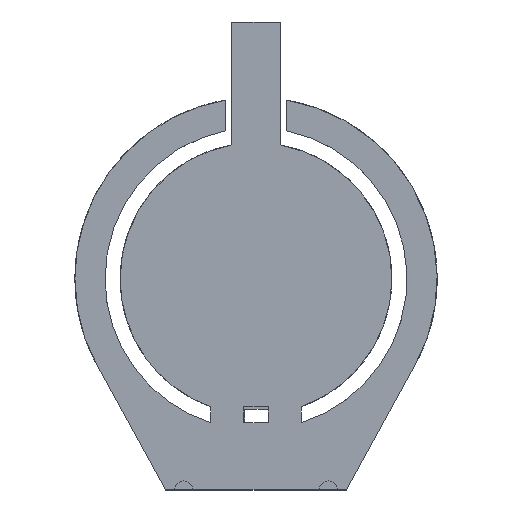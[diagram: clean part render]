
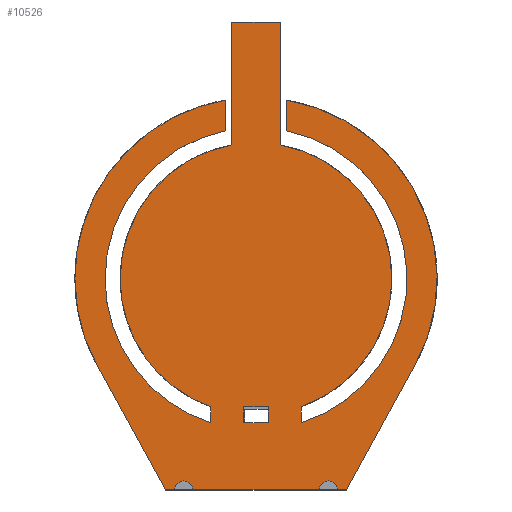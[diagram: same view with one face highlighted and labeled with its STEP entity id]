
A CAD part, top view. The second image highlights one B-rep face of the part: STEP entity #10526.
In plain terms, the highlighted planar face has unit normal (0, 0, 1).
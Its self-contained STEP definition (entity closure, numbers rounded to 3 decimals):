
#10407 = VERTEX_POINT('',#10408);
#10408 = CARTESIAN_POINT('',(-5.,24.495,0.754));
#10424 = VERTEX_POINT('',#10425);
#10425 = CARTESIAN_POINT('',(-25.,0.,0.754));
#10431 = EDGE_CURVE('',#10407,#10424,#10432,.T.);
#10432 = CIRCLE('',#10433,25.);
#10433 = AXIS2_PLACEMENT_3D('',#10434,#10435,#10436);
#10434 = CARTESIAN_POINT('',(0.,0.,0.754));
#10435 = DIRECTION('',(-0.,0.,1.));
#10436 = DIRECTION('',(1.,0.,0.));
#10446 = EDGE_CURVE('',#10447,#10449,#10451,.T.);
#10447 = VERTEX_POINT('',#10448);
#10448 = CARTESIAN_POINT('',(-30.,0.,0.754));
#10449 = VERTEX_POINT('',#10450);
#10450 = CARTESIAN_POINT('',(-26.293,-14.446,0.754));
#10451 = CIRCLE('',#10452,30.);
#10452 = AXIS2_PLACEMENT_3D('',#10453,#10454,#10455);
#10453 = CARTESIAN_POINT('',(0.,0.,0.754));
#10454 = DIRECTION('',(-0.,0.,1.));
#10455 = DIRECTION('',(1.,0.,0.));
#10488 = EDGE_CURVE('',#10489,#10491,#10493,.T.);
#10489 = VERTEX_POINT('',#10490);
#10490 = CARTESIAN_POINT('',(-22.5,0.,0.754));
#10491 = VERTEX_POINT('',#10492);
#10492 = CARTESIAN_POINT('',(-7.5,-21.213,0.754));
#10493 = CIRCLE('',#10494,22.5);
#10494 = AXIS2_PLACEMENT_3D('',#10495,#10496,#10497);
#10495 = CARTESIAN_POINT('',(0.,0.,0.754));
#10496 = DIRECTION('',(-0.,0.,1.));
#10497 = DIRECTION('',(1.,0.,0.));
#10526 = ADVANCED_FACE('',(#10527,#10694),#10728,.T.);
#10527 = FACE_BOUND('',#10528,.T.);
#10528 = EDGE_LOOP('',(#10529,#10540,#10548,#10557,#10565,#10573,#10582,
    #10590,#10599,#10607,#10616,#10624,#10632,#10640,#10647,#10648,
    #10656,#10663,#10664,#10672,#10679,#10680,#10688));
#10529 = ORIENTED_EDGE('',*,*,#10530,.F.);
#10530 = EDGE_CURVE('',#10531,#10533,#10535,.T.);
#10531 = VERTEX_POINT('',#10532);
#10532 = CARTESIAN_POINT('',(-10.5,-35.,0.754));
#10533 = VERTEX_POINT('',#10534);
#10534 = CARTESIAN_POINT('',(-13.5,-35.,0.754));
#10535 = CIRCLE('',#10536,1.5);
#10536 = AXIS2_PLACEMENT_3D('',#10537,#10538,#10539);
#10537 = CARTESIAN_POINT('',(-12.,-35.,0.754));
#10538 = DIRECTION('',(-0.,0.,1.));
#10539 = DIRECTION('',(1.,0.,0.));
#10540 = ORIENTED_EDGE('',*,*,#10541,.T.);
#10541 = EDGE_CURVE('',#10531,#10542,#10544,.T.);
#10542 = VERTEX_POINT('',#10543);
#10543 = CARTESIAN_POINT('',(10.5,-35.,0.754));
#10544 = LINE('',#10545,#10546);
#10545 = CARTESIAN_POINT('',(0.,-35.,0.754));
#10546 = VECTOR('',#10547,1.);
#10547 = DIRECTION('',(1.,0.,0.));
#10548 = ORIENTED_EDGE('',*,*,#10549,.T.);
#10549 = EDGE_CURVE('',#10542,#10550,#10552,.T.);
#10550 = VERTEX_POINT('',#10551);
#10551 = CARTESIAN_POINT('',(13.5,-35.,0.754));
#10552 = CIRCLE('',#10553,1.5);
#10553 = AXIS2_PLACEMENT_3D('',#10554,#10555,#10556);
#10554 = CARTESIAN_POINT('',(12.,-35.,0.754));
#10555 = DIRECTION('',(0.,0.,-1.));
#10556 = DIRECTION('',(1.,0.,0.));
#10557 = ORIENTED_EDGE('',*,*,#10558,.T.);
#10558 = EDGE_CURVE('',#10550,#10559,#10561,.T.);
#10559 = VERTEX_POINT('',#10560);
#10560 = CARTESIAN_POINT('',(15.,-35.,0.754));
#10561 = LINE('',#10562,#10563);
#10562 = CARTESIAN_POINT('',(0.,-35.,0.754));
#10563 = VECTOR('',#10564,1.);
#10564 = DIRECTION('',(1.,0.,0.));
#10565 = ORIENTED_EDGE('',*,*,#10566,.T.);
#10566 = EDGE_CURVE('',#10559,#10567,#10569,.T.);
#10567 = VERTEX_POINT('',#10568);
#10568 = CARTESIAN_POINT('',(26.293,-14.446,0.754));
#10569 = LINE('',#10570,#10571);
#10570 = CARTESIAN_POINT('',(26.293,-14.446,0.754));
#10571 = VECTOR('',#10572,1.);
#10572 = DIRECTION('',(0.482,0.876,0.));
#10573 = ORIENTED_EDGE('',*,*,#10574,.T.);
#10574 = EDGE_CURVE('',#10567,#10575,#10577,.T.);
#10575 = VERTEX_POINT('',#10576);
#10576 = CARTESIAN_POINT('',(5.,29.58,0.754));
#10577 = CIRCLE('',#10578,30.);
#10578 = AXIS2_PLACEMENT_3D('',#10579,#10580,#10581);
#10579 = CARTESIAN_POINT('',(0.,0.,0.754));
#10580 = DIRECTION('',(-0.,0.,1.));
#10581 = DIRECTION('',(1.,0.,0.));
#10582 = ORIENTED_EDGE('',*,*,#10583,.F.);
#10583 = EDGE_CURVE('',#10584,#10575,#10586,.T.);
#10584 = VERTEX_POINT('',#10585);
#10585 = CARTESIAN_POINT('',(5.,24.495,0.754));
#10586 = LINE('',#10587,#10588);
#10587 = CARTESIAN_POINT('',(5.,0.,0.754));
#10588 = VECTOR('',#10589,1.);
#10589 = DIRECTION('',(0.,1.,-0.));
#10590 = ORIENTED_EDGE('',*,*,#10591,.F.);
#10591 = EDGE_CURVE('',#10592,#10584,#10594,.T.);
#10592 = VERTEX_POINT('',#10593);
#10593 = CARTESIAN_POINT('',(7.5,-23.848,0.754));
#10594 = CIRCLE('',#10595,25.);
#10595 = AXIS2_PLACEMENT_3D('',#10596,#10597,#10598);
#10596 = CARTESIAN_POINT('',(0.,0.,0.754));
#10597 = DIRECTION('',(-0.,0.,1.));
#10598 = DIRECTION('',(1.,0.,0.));
#10599 = ORIENTED_EDGE('',*,*,#10600,.T.);
#10600 = EDGE_CURVE('',#10592,#10601,#10603,.T.);
#10601 = VERTEX_POINT('',#10602);
#10602 = CARTESIAN_POINT('',(7.5,-21.213,0.754));
#10603 = LINE('',#10604,#10605);
#10604 = CARTESIAN_POINT('',(7.5,0.,0.754));
#10605 = VECTOR('',#10606,1.);
#10606 = DIRECTION('',(0.,1.,-0.));
#10607 = ORIENTED_EDGE('',*,*,#10608,.T.);
#10608 = EDGE_CURVE('',#10601,#10609,#10611,.T.);
#10609 = VERTEX_POINT('',#10610);
#10610 = CARTESIAN_POINT('',(4.,22.142,0.754));
#10611 = CIRCLE('',#10612,22.5);
#10612 = AXIS2_PLACEMENT_3D('',#10613,#10614,#10615);
#10613 = CARTESIAN_POINT('',(0.,0.,0.754));
#10614 = DIRECTION('',(-0.,0.,1.));
#10615 = DIRECTION('',(1.,0.,0.));
#10616 = ORIENTED_EDGE('',*,*,#10617,.T.);
#10617 = EDGE_CURVE('',#10609,#10618,#10620,.T.);
#10618 = VERTEX_POINT('',#10619);
#10619 = CARTESIAN_POINT('',(4.,42.5,0.754));
#10620 = LINE('',#10621,#10622);
#10621 = CARTESIAN_POINT('',(4.,0.,0.754));
#10622 = VECTOR('',#10623,1.);
#10623 = DIRECTION('',(0.,1.,-0.));
#10624 = ORIENTED_EDGE('',*,*,#10625,.T.);
#10625 = EDGE_CURVE('',#10618,#10626,#10628,.T.);
#10626 = VERTEX_POINT('',#10627);
#10627 = CARTESIAN_POINT('',(-4.,42.5,0.754));
#10628 = LINE('',#10629,#10630);
#10629 = CARTESIAN_POINT('',(0.,42.5,0.754));
#10630 = VECTOR('',#10631,1.);
#10631 = DIRECTION('',(-1.,0.,0.));
#10632 = ORIENTED_EDGE('',*,*,#10633,.F.);
#10633 = EDGE_CURVE('',#10634,#10626,#10636,.T.);
#10634 = VERTEX_POINT('',#10635);
#10635 = CARTESIAN_POINT('',(-4.,22.142,0.754));
#10636 = LINE('',#10637,#10638);
#10637 = CARTESIAN_POINT('',(-4.,0.,0.754));
#10638 = VECTOR('',#10639,1.);
#10639 = DIRECTION('',(0.,1.,-0.));
#10640 = ORIENTED_EDGE('',*,*,#10641,.T.);
#10641 = EDGE_CURVE('',#10634,#10489,#10642,.T.);
#10642 = CIRCLE('',#10643,22.5);
#10643 = AXIS2_PLACEMENT_3D('',#10644,#10645,#10646);
#10644 = CARTESIAN_POINT('',(0.,0.,0.754));
#10645 = DIRECTION('',(-0.,0.,1.));
#10646 = DIRECTION('',(1.,0.,0.));
#10647 = ORIENTED_EDGE('',*,*,#10488,.T.);
#10648 = ORIENTED_EDGE('',*,*,#10649,.F.);
#10649 = EDGE_CURVE('',#10650,#10491,#10652,.T.);
#10650 = VERTEX_POINT('',#10651);
#10651 = CARTESIAN_POINT('',(-7.5,-23.848,0.754));
#10652 = LINE('',#10653,#10654);
#10653 = CARTESIAN_POINT('',(-7.5,0.,0.754));
#10654 = VECTOR('',#10655,1.);
#10655 = DIRECTION('',(0.,1.,-0.));
#10656 = ORIENTED_EDGE('',*,*,#10657,.F.);
#10657 = EDGE_CURVE('',#10424,#10650,#10658,.T.);
#10658 = CIRCLE('',#10659,25.);
#10659 = AXIS2_PLACEMENT_3D('',#10660,#10661,#10662);
#10660 = CARTESIAN_POINT('',(0.,0.,0.754));
#10661 = DIRECTION('',(-0.,0.,1.));
#10662 = DIRECTION('',(1.,0.,0.));
#10663 = ORIENTED_EDGE('',*,*,#10431,.F.);
#10664 = ORIENTED_EDGE('',*,*,#10665,.T.);
#10665 = EDGE_CURVE('',#10407,#10666,#10668,.T.);
#10666 = VERTEX_POINT('',#10667);
#10667 = CARTESIAN_POINT('',(-5.,29.58,0.754));
#10668 = LINE('',#10669,#10670);
#10669 = CARTESIAN_POINT('',(-5.,0.,0.754));
#10670 = VECTOR('',#10671,1.);
#10671 = DIRECTION('',(0.,1.,-0.));
#10672 = ORIENTED_EDGE('',*,*,#10673,.T.);
#10673 = EDGE_CURVE('',#10666,#10447,#10674,.T.);
#10674 = CIRCLE('',#10675,30.);
#10675 = AXIS2_PLACEMENT_3D('',#10676,#10677,#10678);
#10676 = CARTESIAN_POINT('',(0.,0.,0.754));
#10677 = DIRECTION('',(-0.,0.,1.));
#10678 = DIRECTION('',(1.,0.,0.));
#10679 = ORIENTED_EDGE('',*,*,#10446,.T.);
#10680 = ORIENTED_EDGE('',*,*,#10681,.F.);
#10681 = EDGE_CURVE('',#10682,#10449,#10684,.T.);
#10682 = VERTEX_POINT('',#10683);
#10683 = CARTESIAN_POINT('',(-15.,-35.,0.754));
#10684 = LINE('',#10685,#10686);
#10685 = CARTESIAN_POINT('',(-26.293,-14.446,0.754));
#10686 = VECTOR('',#10687,1.);
#10687 = DIRECTION('',(-0.482,0.876,0.));
#10688 = ORIENTED_EDGE('',*,*,#10689,.T.);
#10689 = EDGE_CURVE('',#10682,#10533,#10690,.T.);
#10690 = LINE('',#10691,#10692);
#10691 = CARTESIAN_POINT('',(0.,-35.,0.754));
#10692 = VECTOR('',#10693,1.);
#10693 = DIRECTION('',(1.,0.,0.));
#10694 = FACE_BOUND('',#10695,.T.);
#10695 = EDGE_LOOP('',(#10696,#10706,#10714,#10722));
#10696 = ORIENTED_EDGE('',*,*,#10697,.F.);
#10697 = EDGE_CURVE('',#10698,#10700,#10702,.T.);
#10698 = VERTEX_POINT('',#10699);
#10699 = CARTESIAN_POINT('',(-2.,-23.848,0.754));
#10700 = VERTEX_POINT('',#10701);
#10701 = CARTESIAN_POINT('',(2.,-23.848,0.754));
#10702 = LINE('',#10703,#10704);
#10703 = CARTESIAN_POINT('',(0.,-23.848,0.754));
#10704 = VECTOR('',#10705,1.);
#10705 = DIRECTION('',(1.,0.,0.));
#10706 = ORIENTED_EDGE('',*,*,#10707,.T.);
#10707 = EDGE_CURVE('',#10698,#10708,#10710,.T.);
#10708 = VERTEX_POINT('',#10709);
#10709 = CARTESIAN_POINT('',(-2.,-21.213,0.754));
#10710 = LINE('',#10711,#10712);
#10711 = CARTESIAN_POINT('',(-2.,0.,0.754));
#10712 = VECTOR('',#10713,1.);
#10713 = DIRECTION('',(0.,1.,-0.));
#10714 = ORIENTED_EDGE('',*,*,#10715,.T.);
#10715 = EDGE_CURVE('',#10708,#10716,#10718,.T.);
#10716 = VERTEX_POINT('',#10717);
#10717 = CARTESIAN_POINT('',(2.,-21.213,0.754));
#10718 = LINE('',#10719,#10720);
#10719 = CARTESIAN_POINT('',(0.,-21.213,0.754));
#10720 = VECTOR('',#10721,1.);
#10721 = DIRECTION('',(1.,0.,0.));
#10722 = ORIENTED_EDGE('',*,*,#10723,.F.);
#10723 = EDGE_CURVE('',#10700,#10716,#10724,.T.);
#10724 = LINE('',#10725,#10726);
#10725 = CARTESIAN_POINT('',(2.,0.,0.754));
#10726 = VECTOR('',#10727,1.);
#10727 = DIRECTION('',(0.,1.,-0.));
#10728 = PLANE('',#10729);
#10729 = AXIS2_PLACEMENT_3D('',#10730,#10731,#10732);
#10730 = CARTESIAN_POINT('',(0.,0.,0.754));
#10731 = DIRECTION('',(-0.,0.,1.));
#10732 = DIRECTION('',(1.,0.,0.));
